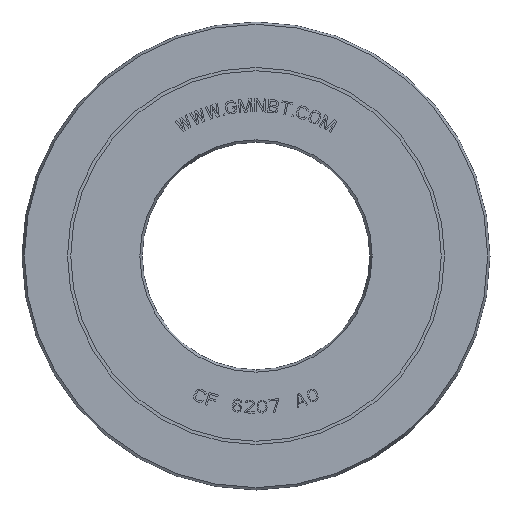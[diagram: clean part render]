
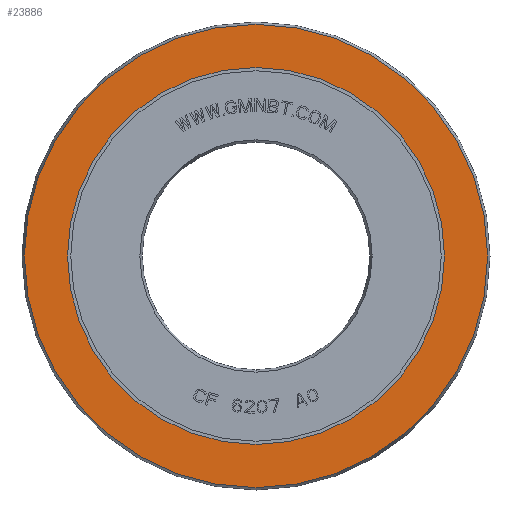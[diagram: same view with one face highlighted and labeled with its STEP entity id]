
A CAD part, front view. The second image highlights one B-rep face of the part: STEP entity #23886.
In plain terms, the highlighted planar face has unit normal (0, -1, 0).
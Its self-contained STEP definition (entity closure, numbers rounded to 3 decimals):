
#23405=CARTESIAN_POINT('',(0.,-3.,0.));
#23406=DIRECTION('',(0.,1.,0.));
#23407=DIRECTION('',(0.,0.,-1.));
#23408=AXIS2_PLACEMENT_3D('',#23405,#23406,#23407);
#23413=CARTESIAN_POINT('',(0.,-3.,0.));
#23414=DIRECTION('',(0.,-1.,0.));
#23415=DIRECTION('',(0.,0.,-1.));
#23416=AXIS2_PLACEMENT_3D('',#23413,#23414,#23415);
#23421=CARTESIAN_POINT('',(0.,-3.,0.));
#23422=DIRECTION('',(0.,-1.,0.));
#23423=DIRECTION('',(0.,0.,-1.));
#23424=AXIS2_PLACEMENT_3D('',#23421,#23422,#23423);
#23443=CARTESIAN_POINT('',(0.,-3.,0.));
#23444=DIRECTION('',(0.,1.,0.));
#23445=DIRECTION('',(0.,0.,-1.));
#23446=AXIS2_PLACEMENT_3D('',#23443,#23444,#23445);
#23482=CARTESIAN_POINT('',(0.,-3.,-29.));
#23484=VERTEX_POINT('',#23482);
#23485=CARTESIAN_POINT('',(0.,-3.,-35.636));
#23487=VERTEX_POINT('',#23485);
#23498=CARTESIAN_POINT('',(0.,-3.,29.));
#23500=VERTEX_POINT('',#23498);
#23501=CARTESIAN_POINT('',(0.,-3.,35.636));
#23503=VERTEX_POINT('',#23501);
#23871=CARTESIAN_POINT('',(0.,-3.,0.));
#23872=DIRECTION('',(0.,-1.,0.));
#23873=DIRECTION('',(0.,0.,1.));
#23874=AXIS2_PLACEMENT_3D('',#23871,#23872,#23873);
#23875=PLANE('',#23874);
#23877=ORIENTED_EDGE('',*,*,#23876,.F.);
#23879=ORIENTED_EDGE('',*,*,#23878,.T.);
#23880=EDGE_LOOP('',(#23877,#23879));
#23881=FACE_OUTER_BOUND('',#23880,.F.);
#23882=ORIENTED_EDGE('',*,*,#23864,.F.);
#23883=ORIENTED_EDGE('',*,*,#23853,.T.);
#23884=EDGE_LOOP('',(#23882,#23883));
#23885=FACE_BOUND('',#23884,.F.);
#23409=CIRCLE('',#23408,29.);
#23417=CIRCLE('',#23416,29.);
#23425=CIRCLE('',#23424,35.636);
#23447=CIRCLE('',#23446,35.636);
#23853=EDGE_CURVE('',#23484,#23500,#23417,.T.);
#23864=EDGE_CURVE('',#23484,#23500,#23409,.T.);
#23876=EDGE_CURVE('',#23487,#23503,#23425,.T.);
#23878=EDGE_CURVE('',#23487,#23503,#23447,.T.);
#23886=ADVANCED_FACE('',(#23881,#23885),#23875,.T.);
